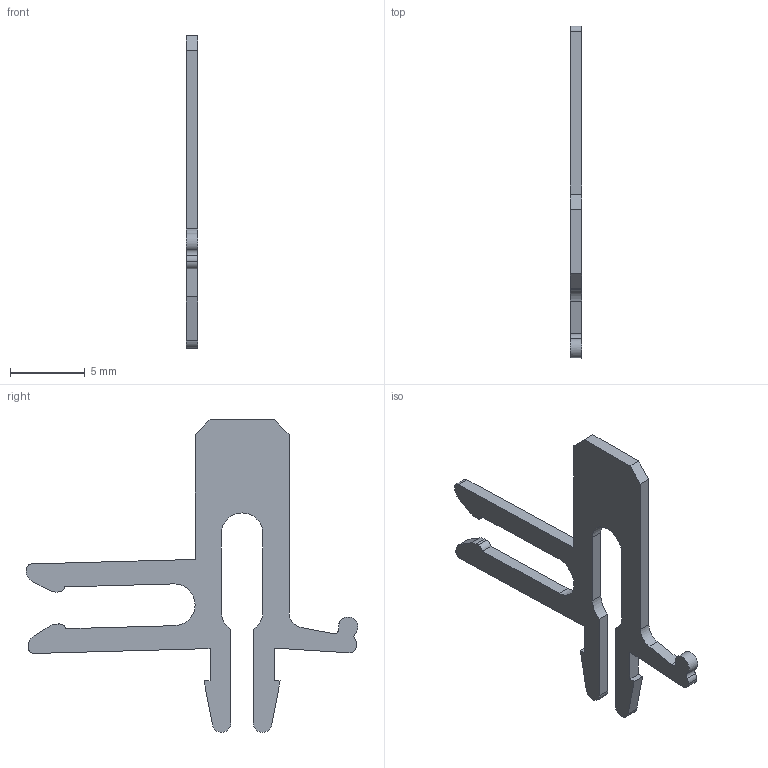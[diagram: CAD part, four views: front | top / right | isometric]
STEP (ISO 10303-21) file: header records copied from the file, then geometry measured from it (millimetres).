
FILE_DESCRIPTION((''),'2;1');
FILE_NAME('1SEP304737P0001','2023-04-04T14:53:19',('sarey'),(''),'CREO PARAMETRIC BY PTC INC, 2017260','CREO PARAMETRIC BY PTC INC, 2017260','');
FILE_SCHEMA(('AUTOMOTIVE_DESIGN { 1 0 10303 214 1 1 1 1 }'));
Length unit declared in the file: millimetre
Products named in the file (1): 1SEP304737P0001
Bounding box: 0.8 x 22.24 x 20.94 mm (x, y, z)
Volume: 106.5 mm3; surface area: 374.8 mm2
Topology: 1 solids, 1 shells, 47 faces, 146 edges, 101 vertices
Faces by surface type: plane 25, cylinder 20, extrusion 2
Entity records: 1753 total; most frequent: CARTESIAN_POINT 334, ORIENTED_EDGE 292, DIRECTION 281, EDGE_CURVE 146, VERTEX_POINT 101, AXIS2_PLACEMENT_3D 94, VECTOR 93, LINE 91
